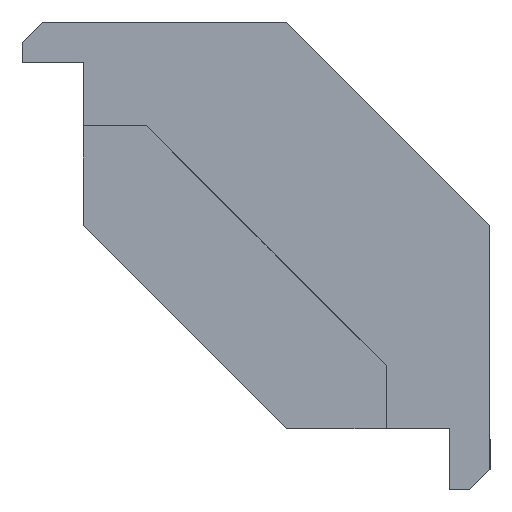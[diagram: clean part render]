
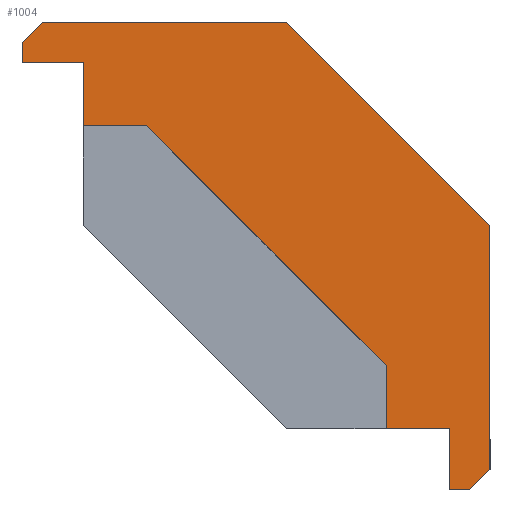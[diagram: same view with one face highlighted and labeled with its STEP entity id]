
A CAD part, left-side view. The second image highlights one B-rep face of the part: STEP entity #1004.
In plain terms, the highlighted planar face has unit normal (-1, 0, 0).
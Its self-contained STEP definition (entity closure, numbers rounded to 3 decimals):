
#28 = ORIENTED_EDGE ( 'NONE', *, *, #400, .T. ) ;
#73 = VERTEX_POINT ( 'NONE', #376 ) ;
#132 = CARTESIAN_POINT ( 'NONE',  ( -94.451, 15.954, -40.713 ) ) ;
#148 = VECTOR ( 'NONE', #830, 1000. ) ;
#171 = DIRECTION ( 'NONE',  ( 0., 0., -1. ) ) ;
#181 = CARTESIAN_POINT ( 'NONE',  ( -94.451, 169.954, -38.713 ) ) ;
#185 = VECTOR ( 'NONE', #171, 1000. ) ;
#200 = CARTESIAN_POINT ( 'NONE',  ( -94.451, 25.954, -18.713 ) ) ;
#203 = ORIENTED_EDGE ( 'NONE', *, *, #2223, .T. ) ;
#207 = LINE ( 'NONE', #1008, #1107 ) ;
#225 = CARTESIAN_POINT ( 'NONE',  ( -94.451, 16.954, -41.713 ) ) ;
#274 = VECTOR ( 'NONE', #440, 1000. ) ;
#284 = CARTESIAN_POINT ( 'NONE',  ( -94.451, 17.954, -38.713 ) ) ;
#324 = CARTESIAN_POINT ( 'NONE',  ( -94.451, 21.054, -38.713 ) ) ;
#338 = DIRECTION ( 'NONE',  ( 0., 1., 0. ) ) ;
#376 = CARTESIAN_POINT ( 'NONE',  ( -94.451, 38.954, -19.713 ) ) ;
#400 = EDGE_CURVE ( 'NONE', #73, #637, #1217, .T. ) ;
#410 = LINE ( 'NONE', #181, #1279 ) ;
#421 = VECTOR ( 'NONE', #1052, 1000. ) ;
#437 = LINE ( 'NONE', #2047, #421 ) ;
#439 = DIRECTION ( 'NONE',  ( 0., 0., -1. ) ) ;
#440 = DIRECTION ( 'NONE',  ( 0., 1., 0. ) ) ;
#527 = CARTESIAN_POINT ( 'NONE',  ( -94.451, 35.954, -20.713 ) ) ;
#612 = DIRECTION ( 'NONE',  ( 0., 0., -1. ) ) ;
#617 = ORIENTED_EDGE ( 'NONE', *, *, #1617, .T. ) ;
#630 = ORIENTED_EDGE ( 'NONE', *, *, #1339, .F. ) ;
#637 = VERTEX_POINT ( 'NONE', #1704 ) ;
#644 = DIRECTION ( 'NONE',  ( 0., 1., 0. ) ) ;
#687 = ORIENTED_EDGE ( 'NONE', *, *, #855, .F. ) ;
#717 = ORIENTED_EDGE ( 'NONE', *, *, #1730, .T. ) ;
#759 = VERTEX_POINT ( 'NONE', #132 ) ;
#811 = CARTESIAN_POINT ( 'NONE',  ( -94.451, 38.954, -20.713 ) ) ;
#830 = DIRECTION ( 'NONE',  ( 0., -0.707, 0.707 ) ) ;
#855 = EDGE_CURVE ( 'NONE', #2519, #759, #2080, .T. ) ;
#856 = DIRECTION ( 'NONE',  ( 0., -0.707, -0.707 ) ) ;
#881 = CARTESIAN_POINT ( 'NONE',  ( -94.451, 15.954, -18.713 ) ) ;
#882 = CARTESIAN_POINT ( 'NONE',  ( -94.451, 169.954, -20.713 ) ) ;
#914 = LINE ( 'NONE', #1545, #1744 ) ;
#1004 = ADVANCED_FACE ( 'NONE', ( #1269 ), #1258, .F. ) ;
#1008 = CARTESIAN_POINT ( 'NONE',  ( -94.451, 17.954, -41.713 ) ) ;
#1029 = LINE ( 'NONE', #200, #2128 ) ;
#1052 = DIRECTION ( 'NONE',  ( 0., 0., 1. ) ) ;
#1083 = VERTEX_POINT ( 'NONE', #324 ) ;
#1107 = VECTOR ( 'NONE', #1411, 1000. ) ;
#1113 = EDGE_CURVE ( 'NONE', #2299, #1183, #914, .T. ) ;
#1119 = ORIENTED_EDGE ( 'NONE', *, *, #1113, .F. ) ;
#1183 = VERTEX_POINT ( 'NONE', #1966 ) ;
#1186 = LINE ( 'NONE', #1973, #185 ) ;
#1217 = LINE ( 'NONE', #811, #2388 ) ;
#1249 = LINE ( 'NONE', #2050, #2037 ) ;
#1258 = PLANE ( 'NONE',  #1907 ) ;
#1269 = FACE_OUTER_BOUND ( 'NONE', #1470, .T. ) ;
#1279 = VECTOR ( 'NONE', #1984, 1000. ) ;
#1301 = VERTEX_POINT ( 'NONE', #284 ) ;
#1328 = CARTESIAN_POINT ( 'NONE',  ( -94.451, 37.954, -18.713 ) ) ;
#1339 = EDGE_CURVE ( 'NONE', #1301, #1083, #410, .T. ) ;
#1377 = LINE ( 'NONE', #225, #148 ) ;
#1411 = DIRECTION ( 'NONE',  ( 0., 1., 0. ) ) ;
#1424 = VERTEX_POINT ( 'NONE', #2067 ) ;
#1444 = LINE ( 'NONE', #882, #274 ) ;
#1470 = EDGE_LOOP ( 'NONE', ( #717, #1900, #630, #2191, #2406, #617, #687, #2478, #1936, #1776, #28, #2508, #203, #1119 ) ) ;
#1545 = CARTESIAN_POINT ( 'NONE',  ( -94.451, 169.954, -23.813 ) ) ;
#1614 = VECTOR ( 'NONE', #1879, 1000. ) ;
#1617 = EDGE_CURVE ( 'NONE', #1672, #759, #1377, .T. ) ;
#1655 = CARTESIAN_POINT ( 'NONE',  ( -94.451, 32.854, -23.813 ) ) ;
#1672 = VERTEX_POINT ( 'NONE', #2266 ) ;
#1677 = EDGE_CURVE ( 'NONE', #1424, #2113, #2308, .T. ) ;
#1695 = CARTESIAN_POINT ( 'NONE',  ( -94.451, 169.954, -123.713 ) ) ;
#1704 = CARTESIAN_POINT ( 'NONE',  ( -94.451, 38.954, -20.713 ) ) ;
#1712 = EDGE_CURVE ( 'NONE', #2435, #637, #1444, .T. ) ;
#1730 = EDGE_CURVE ( 'NONE', #2299, #2575, #1249, .T. ) ;
#1744 = VECTOR ( 'NONE', #338, 1000. ) ;
#1775 = CARTESIAN_POINT ( 'NONE',  ( -94.451, 17.954, -76.213 ) ) ;
#1776 = ORIENTED_EDGE ( 'NONE', *, *, #2307, .T. ) ;
#1872 = EDGE_CURVE ( 'NONE', #2519, #1424, #1029, .T. ) ;
#1879 = DIRECTION ( 'NONE',  ( 0., 0.707, -0.707 ) ) ;
#1899 = DIRECTION ( 'NONE',  ( 0., 1., 0. ) ) ;
#1900 = ORIENTED_EDGE ( 'NONE', *, *, #2064, .F. ) ;
#1907 = AXIS2_PLACEMENT_3D ( 'NONE', #1695, #2490, #644 ) ;
#1920 = VERTEX_POINT ( 'NONE', #2005 ) ;
#1923 = VECTOR ( 'NONE', #439, 1000. ) ;
#1936 = ORIENTED_EDGE ( 'NONE', *, *, #1677, .T. ) ;
#1966 = CARTESIAN_POINT ( 'NONE',  ( -94.451, 35.954, -23.813 ) ) ;
#1968 = DIRECTION ( 'NONE',  ( 0., 0., 1. ) ) ;
#1973 = CARTESIAN_POINT ( 'NONE',  ( -94.451, 35.954, -13.713 ) ) ;
#1984 = DIRECTION ( 'NONE',  ( 0., 1., 0. ) ) ;
#2005 = CARTESIAN_POINT ( 'NONE',  ( -94.451, 17.954, -41.713 ) ) ;
#2024 = LINE ( 'NONE', #1775, #2412 ) ;
#2037 = VECTOR ( 'NONE', #856, 1000. ) ;
#2047 = CARTESIAN_POINT ( 'NONE',  ( -94.451, 21.054, -76.213 ) ) ;
#2050 = CARTESIAN_POINT ( 'NONE',  ( -94.451, 31.954, -24.713 ) ) ;
#2064 = EDGE_CURVE ( 'NONE', #1083, #2575, #437, .T. ) ;
#2067 = CARTESIAN_POINT ( 'NONE',  ( -94.451, 25.954, -18.713 ) ) ;
#2080 = LINE ( 'NONE', #881, #1923 ) ;
#2113 = VERTEX_POINT ( 'NONE', #1328 ) ;
#2128 = VECTOR ( 'NONE', #2400, 1000. ) ;
#2191 = ORIENTED_EDGE ( 'NONE', *, *, #2555, .F. ) ;
#2223 = EDGE_CURVE ( 'NONE', #2435, #1183, #1186, .T. ) ;
#2266 = CARTESIAN_POINT ( 'NONE',  ( -94.451, 16.954, -41.713 ) ) ;
#2299 = VERTEX_POINT ( 'NONE', #1655 ) ;
#2307 = EDGE_CURVE ( 'NONE', #2113, #73, #2459, .T. ) ;
#2308 = LINE ( 'NONE', #2482, #2501 ) ;
#2362 = CARTESIAN_POINT ( 'NONE',  ( -94.451, 21.054, -35.613 ) ) ;
#2388 = VECTOR ( 'NONE', #612, 1000. ) ;
#2400 = DIRECTION ( 'NONE',  ( 0., 0.707, 0.707 ) ) ;
#2406 = ORIENTED_EDGE ( 'NONE', *, *, #2539, .F. ) ;
#2412 = VECTOR ( 'NONE', #1968, 1000. ) ;
#2435 = VERTEX_POINT ( 'NONE', #527 ) ;
#2449 = CARTESIAN_POINT ( 'NONE',  ( -94.451, 37.954, -18.713 ) ) ;
#2459 = LINE ( 'NONE', #2449, #1614 ) ;
#2478 = ORIENTED_EDGE ( 'NONE', *, *, #1872, .T. ) ;
#2482 = CARTESIAN_POINT ( 'NONE',  ( -94.451, 169.954, -18.713 ) ) ;
#2490 = DIRECTION ( 'NONE',  ( 1., 0., 0. ) ) ;
#2501 = VECTOR ( 'NONE', #1899, 1000. ) ;
#2508 = ORIENTED_EDGE ( 'NONE', *, *, #1712, .F. ) ;
#2519 = VERTEX_POINT ( 'NONE', #2565 ) ;
#2539 = EDGE_CURVE ( 'NONE', #1672, #1920, #207, .T. ) ;
#2555 = EDGE_CURVE ( 'NONE', #1920, #1301, #2024, .T. ) ;
#2565 = CARTESIAN_POINT ( 'NONE',  ( -94.451, 15.954, -28.713 ) ) ;
#2575 = VERTEX_POINT ( 'NONE', #2362 ) ;
